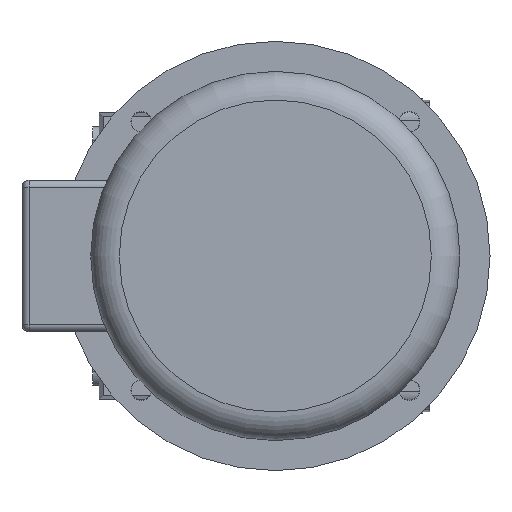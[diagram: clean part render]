
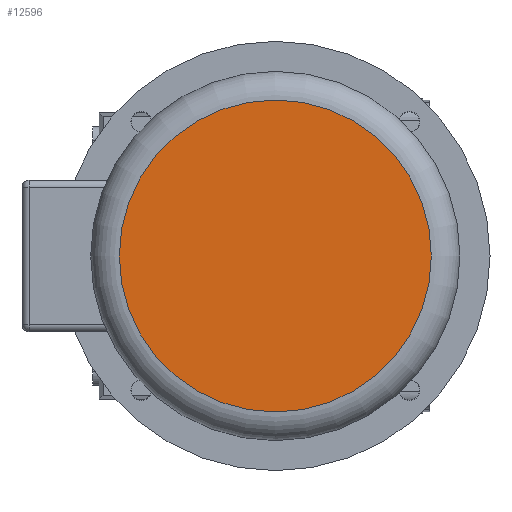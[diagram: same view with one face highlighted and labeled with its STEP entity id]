
A CAD part, left-side view. The second image highlights one B-rep face of the part: STEP entity #12596.
In plain terms, the highlighted face is planar.
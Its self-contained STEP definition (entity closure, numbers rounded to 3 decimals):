
#841 = PLANE ( 'NONE',  #7168 ) ;
#2812 = DIRECTION ( 'NONE',  ( 1., 0., 0. ) ) ;
#3679 = CARTESIAN_POINT ( 'NONE',  ( 498.5, 129., 0. ) ) ;
#6232 = EDGE_CURVE ( 'NONE', #11943, #11943, #15411, .T. ) ;
#7168 = AXIS2_PLACEMENT_3D ( 'NONE', #3679, #16743, #8016 ) ;
#8016 = DIRECTION ( 'NONE',  ( 0., 0., 1. ) ) ;
#10120 = EDGE_LOOP ( 'NONE', ( #12937 ) ) ;
#11425 = CARTESIAN_POINT ( 'NONE',  ( 498.5, 0., 0. ) ) ;
#11943 = VERTEX_POINT ( 'NONE', #15700 ) ;
#12596 = ADVANCED_FACE ( 'NONE', ( #12654 ), #841, .F. ) ;
#12654 = FACE_OUTER_BOUND ( 'NONE', #10120, .T. ) ;
#12882 = DIRECTION ( 'NONE',  ( 0., 0., 1. ) ) ;
#12937 = ORIENTED_EDGE ( 'NONE', *, *, #6232, .T. ) ;
#15411 = CIRCLE ( 'NONE', #17637, 109. ) ;
#15700 = CARTESIAN_POINT ( 'NONE',  ( 498.5, 0., 109. ) ) ;
#16743 = DIRECTION ( 'NONE',  ( -1., 0., 0. ) ) ;
#17637 = AXIS2_PLACEMENT_3D ( 'NONE', #11425, #2812, #12882 ) ;
